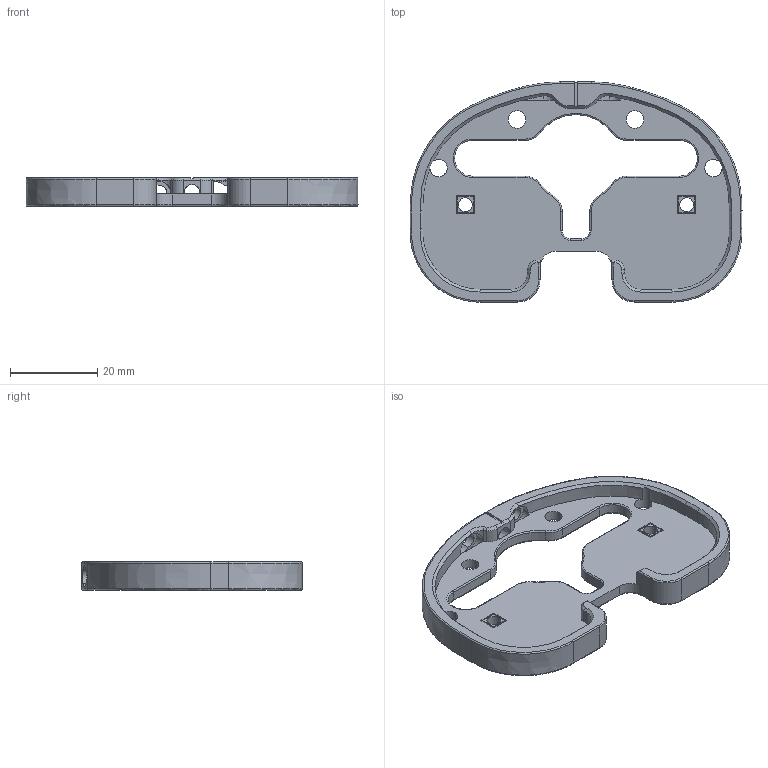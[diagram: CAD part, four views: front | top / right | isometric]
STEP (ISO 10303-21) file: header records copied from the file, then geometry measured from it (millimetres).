
FILE_DESCRIPTION((''),'2;1');
FILE_NAME('SZ-4','2011-05-31T',('Administrator'),(''),'PRO/ENGINEER BY PARAMETRIC TECHNOLOGY CORPORATION, 2001280','PRO/ENGINEER BY PARAMETRIC TECHNOLOGY CORPORATION, 2001280','');
FILE_SCHEMA(('CONFIG_CONTROL_DESIGN'));
Length unit declared in the file: millimetre
Products named in the file (1): SZ-4
Bounding box: 76.22 x 50.53 x 6.5 mm (x, y, z)
Volume: 8664.1 mm3; surface area: 7540.7 mm2
Topology: 1 solids, 1 shells, 253 faces, 642 edges, 392 vertices
Faces by surface type: plane 86, cylinder 81, torus 32, cone 24, bspline 16, extrusion 14
Entity records: 9152 total; most frequent: CARTESIAN_POINT 3032, ORIENTED_EDGE 1284, DIRECTION 1256, EDGE_CURVE 642, AXIS2_PLACEMENT_3D 458, VERTEX_POINT 392, VECTOR 340, LINE 326
